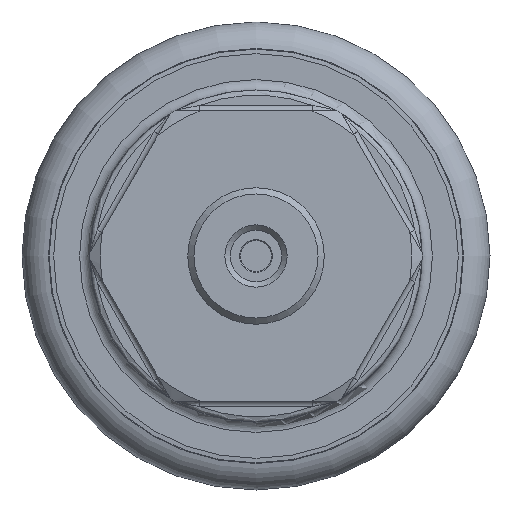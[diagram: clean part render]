
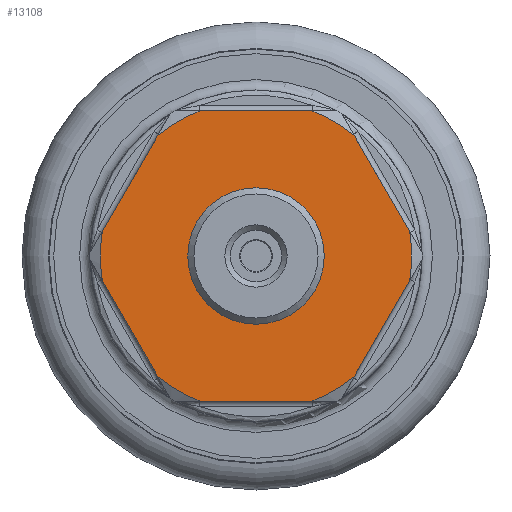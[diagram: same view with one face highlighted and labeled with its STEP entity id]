
A CAD part, front view. The second image highlights one B-rep face of the part: STEP entity #13108.
In plain terms, the highlighted planar face has unit normal (0, -1, 0).
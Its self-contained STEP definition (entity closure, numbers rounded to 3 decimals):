
#33 = AXIS2_PLACEMENT_3D ( 'NONE', #9275, #26075, #11651 ) ;
#161 = ORIENTED_EDGE ( 'NONE', *, *, #27471, .F. ) ;
#562 = DIRECTION ( 'NONE',  ( 1., 0., 0. ) ) ;
#740 = PLANE ( 'NONE',  #27855 ) ;
#846 = DIRECTION ( 'NONE',  ( 0., 0., 1. ) ) ;
#1104 = CIRCLE ( 'NONE', #31016, 15. ) ;
#1600 = DIRECTION ( 'NONE',  ( 0., 0., 1. ) ) ;
#1811 = ORIENTED_EDGE ( 'NONE', *, *, #7880, .T. ) ;
#1850 = DIRECTION ( 'NONE',  ( -1., 0., 0. ) ) ;
#1953 = VERTEX_POINT ( 'NONE', #26753 ) ;
#1957 = DIRECTION ( 'NONE',  ( 0.5, 0., 0.866 ) ) ;
#1960 = ORIENTED_EDGE ( 'NONE', *, *, #20095, .T. ) ;
#4839 = CARTESIAN_POINT ( 'NONE',  ( -5.385, 0., 14. ) ) ;
#5086 = VERTEX_POINT ( 'NONE', #25775 ) ;
#5446 = CIRCLE ( 'NONE', #13139, 15. ) ;
#5454 = VERTEX_POINT ( 'NONE', #24898 ) ;
#5842 = LINE ( 'NONE', #16341, #17855 ) ;
#6201 = VERTEX_POINT ( 'NONE', #25314 ) ;
#6326 = CARTESIAN_POINT ( 'NONE',  ( 0., 0., 0. ) ) ;
#6438 = ORIENTED_EDGE ( 'NONE', *, *, #11649, .T. ) ;
#6699 = ORIENTED_EDGE ( 'NONE', *, *, #21990, .F. ) ;
#7790 = DIRECTION ( 'NONE',  ( -0.5, 0., -0.866 ) ) ;
#7880 = EDGE_CURVE ( 'NONE', #26705, #10150, #28149, .T. ) ;
#8019 = LINE ( 'NONE', #9234, #19257 ) ;
#8708 = AXIS2_PLACEMENT_3D ( 'NONE', #27910, #13477, #30298 ) ;
#8714 = CARTESIAN_POINT ( 'NONE',  ( 0., 0., 0. ) ) ;
#8779 = DIRECTION ( 'NONE',  ( 0., 0., 1. ) ) ;
#9234 = CARTESIAN_POINT ( 'NONE',  ( -8.083, 0., -14. ) ) ;
#9275 = CARTESIAN_POINT ( 'NONE',  ( 0., 0., 0. ) ) ;
#9346 = EDGE_CURVE ( 'NONE', #5454, #28276, #18626, .T. ) ;
#9368 = ORIENTED_EDGE ( 'NONE', *, *, #9385, .F. ) ;
#9385 = EDGE_CURVE ( 'NONE', #14885, #10150, #5842, .T. ) ;
#9458 = CIRCLE ( 'NONE', #8708, 15. ) ;
#9964 = CARTESIAN_POINT ( 'NONE',  ( 14.817, 0., 2.336 ) ) ;
#10150 = VERTEX_POINT ( 'NONE', #14307 ) ;
#10494 = VERTEX_POINT ( 'NONE', #11347 ) ;
#10950 = ORIENTED_EDGE ( 'NONE', *, *, #19308, .F. ) ;
#11101 = DIRECTION ( 'NONE',  ( 0., 0., -1. ) ) ;
#11347 = CARTESIAN_POINT ( 'NONE',  ( 9.432, 0., -11.664 ) ) ;
#11649 = EDGE_CURVE ( 'NONE', #6201, #6201, #26104, .T. ) ;
#11651 = DIRECTION ( 'NONE',  ( 0., 0., 1. ) ) ;
#11687 = CARTESIAN_POINT ( 'NONE',  ( -9.432, 0., -11.664 ) ) ;
#11696 = CIRCLE ( 'NONE', #29006, 15. ) ;
#12187 = CARTESIAN_POINT ( 'NONE',  ( 0., 0., 0. ) ) ;
#12684 = ORIENTED_EDGE ( 'NONE', *, *, #13957, .T. ) ;
#12944 = DIRECTION ( 'NONE',  ( 0., -1., 0. ) ) ;
#13108 = ADVANCED_FACE ( 'NONE', ( #19956, #13597 ), #740, .F. ) ;
#13139 = AXIS2_PLACEMENT_3D ( 'NONE', #8714, #25495, #11101 ) ;
#13186 = LINE ( 'NONE', #29385, #18827 ) ;
#13465 = CARTESIAN_POINT ( 'NONE',  ( 8.083, 0., 14. ) ) ;
#13477 = DIRECTION ( 'NONE',  ( 0., -1., 0. ) ) ;
#13597 = FACE_OUTER_BOUND ( 'NONE', #21972, .T. ) ;
#13598 = EDGE_CURVE ( 'NONE', #1953, #30964, #11696, .T. ) ;
#13690 = EDGE_CURVE ( 'NONE', #14885, #28451, #9458, .T. ) ;
#13957 = EDGE_CURVE ( 'NONE', #5086, #21677, #1104, .T. ) ;
#14307 = CARTESIAN_POINT ( 'NONE',  ( -9.432, 0., 11.664 ) ) ;
#14601 = DIRECTION ( 'NONE',  ( 0., 0., 1. ) ) ;
#14885 = VERTEX_POINT ( 'NONE', #21147 ) ;
#15255 = DIRECTION ( 'NONE',  ( 0., 1., 0. ) ) ;
#15349 = VERTEX_POINT ( 'NONE', #11687 ) ;
#15767 = DIRECTION ( 'NONE',  ( 0.5, 0., -0.866 ) ) ;
#15972 = ORIENTED_EDGE ( 'NONE', *, *, #13598, .T. ) ;
#15989 = VECTOR ( 'NONE', #15767, 1000. ) ;
#15993 = DIRECTION ( 'NONE',  ( 0., 1., 0. ) ) ;
#16341 = CARTESIAN_POINT ( 'NONE',  ( -16.166, 0., 0. ) ) ;
#17007 = CIRCLE ( 'NONE', #33, 15. ) ;
#17222 = EDGE_CURVE ( 'NONE', #1953, #21677, #28064, .T. ) ;
#17303 = CARTESIAN_POINT ( 'NONE',  ( 16.166, 0., 0. ) ) ;
#17855 = VECTOR ( 'NONE', #1957, 1000. ) ;
#18327 = EDGE_LOOP ( 'NONE', ( #6438 ) ) ;
#18485 = CARTESIAN_POINT ( 'NONE',  ( 5.385, 0., 14. ) ) ;
#18525 = ORIENTED_EDGE ( 'NONE', *, *, #9346, .F. ) ;
#18626 = LINE ( 'NONE', #30653, #30649 ) ;
#18658 = AXIS2_PLACEMENT_3D ( 'NONE', #30420, #15993, #1600 ) ;
#18827 = VECTOR ( 'NONE', #562, 1000. ) ;
#19257 = VECTOR ( 'NONE', #23604, 1000. ) ;
#19308 = EDGE_CURVE ( 'NONE', #5086, #10494, #22022, .T. ) ;
#19956 = FACE_BOUND ( 'NONE', #18327, .T. ) ;
#20095 = EDGE_CURVE ( 'NONE', #5454, #10494, #5446, .T. ) ;
#20471 = CARTESIAN_POINT ( 'NONE',  ( -14.817, 0., -2.336 ) ) ;
#21048 = ORIENTED_EDGE ( 'NONE', *, *, #17222, .F. ) ;
#21147 = CARTESIAN_POINT ( 'NONE',  ( -14.817, 0., 2.336 ) ) ;
#21446 = EDGE_CURVE ( 'NONE', #15349, #28276, #17007, .T. ) ;
#21486 = ORIENTED_EDGE ( 'NONE', *, *, #13690, .T. ) ;
#21677 = VERTEX_POINT ( 'NONE', #9964 ) ;
#21954 = CARTESIAN_POINT ( 'NONE',  ( -5.385, 0., -14. ) ) ;
#21972 = EDGE_LOOP ( 'NONE', ( #161, #1811, #9368, #21486, #6699, #27974, #18525, #1960, #10950, #12684, #21048, #15972 ) ) ;
#21990 = EDGE_CURVE ( 'NONE', #15349, #28451, #8019, .T. ) ;
#22022 = LINE ( 'NONE', #17303, #28455 ) ;
#23136 = DIRECTION ( 'NONE',  ( 0., -1., 0. ) ) ;
#23604 = DIRECTION ( 'NONE',  ( -0.5, 0., 0.866 ) ) ;
#24898 = CARTESIAN_POINT ( 'NONE',  ( 5.385, 0., -14. ) ) ;
#25314 = CARTESIAN_POINT ( 'NONE',  ( 0., 0., 6.1 ) ) ;
#25495 = DIRECTION ( 'NONE',  ( 0., -1., 0. ) ) ;
#25775 = CARTESIAN_POINT ( 'NONE',  ( 14.817, 0., -2.336 ) ) ;
#26075 = DIRECTION ( 'NONE',  ( 0., -1., 0. ) ) ;
#26104 = CIRCLE ( 'NONE', #18658, 6.1 ) ;
#26705 = VERTEX_POINT ( 'NONE', #4839 ) ;
#26753 = CARTESIAN_POINT ( 'NONE',  ( 9.432, 0., 11.664 ) ) ;
#27384 = CARTESIAN_POINT ( 'NONE',  ( 0., 0., 0. ) ) ;
#27471 = EDGE_CURVE ( 'NONE', #26705, #30964, #13186, .T. ) ;
#27485 = AXIS2_PLACEMENT_3D ( 'NONE', #6326, #23136, #8779 ) ;
#27855 = AXIS2_PLACEMENT_3D ( 'NONE', #29670, #15255, #846 ) ;
#27910 = CARTESIAN_POINT ( 'NONE',  ( 0., 0., 0. ) ) ;
#27974 = ORIENTED_EDGE ( 'NONE', *, *, #21446, .T. ) ;
#28064 = LINE ( 'NONE', #13465, #15989 ) ;
#28149 = CIRCLE ( 'NONE', #27485, 15. ) ;
#28276 = VERTEX_POINT ( 'NONE', #21954 ) ;
#28451 = VERTEX_POINT ( 'NONE', #20471 ) ;
#28455 = VECTOR ( 'NONE', #7790, 1000. ) ;
#29005 = DIRECTION ( 'NONE',  ( 0., -1., 0. ) ) ;
#29006 = AXIS2_PLACEMENT_3D ( 'NONE', #27384, #12944, #29765 ) ;
#29385 = CARTESIAN_POINT ( 'NONE',  ( -8.083, 0., 14. ) ) ;
#29670 = CARTESIAN_POINT ( 'NONE',  ( 0., 0., 0. ) ) ;
#29765 = DIRECTION ( 'NONE',  ( 0., 0., 1. ) ) ;
#30298 = DIRECTION ( 'NONE',  ( 0., 0., 1. ) ) ;
#30420 = CARTESIAN_POINT ( 'NONE',  ( 0., 0., 0. ) ) ;
#30649 = VECTOR ( 'NONE', #1850, 1000. ) ;
#30653 = CARTESIAN_POINT ( 'NONE',  ( 8.083, 0., -14. ) ) ;
#30964 = VERTEX_POINT ( 'NONE', #18485 ) ;
#31016 = AXIS2_PLACEMENT_3D ( 'NONE', #12187, #29005, #14601 ) ;
